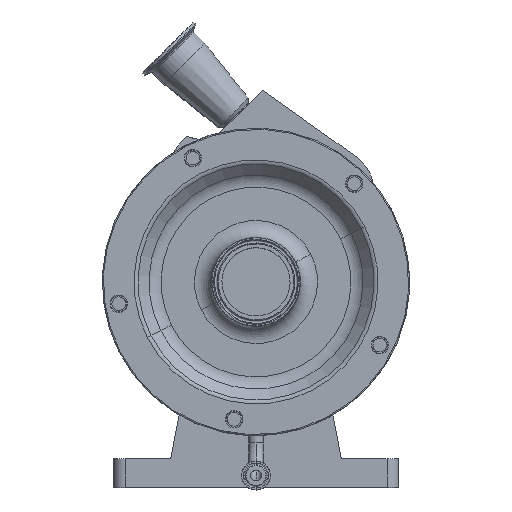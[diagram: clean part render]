
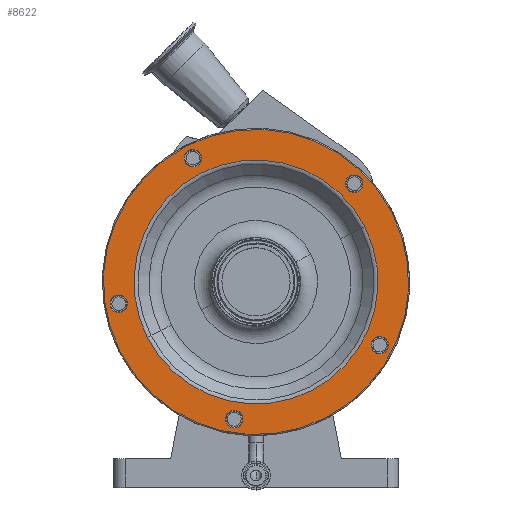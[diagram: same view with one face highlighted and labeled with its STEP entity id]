
A CAD part, top view. The second image highlights one B-rep face of the part: STEP entity #8622.
In plain terms, the highlighted planar face has unit normal (0, 0, 1).
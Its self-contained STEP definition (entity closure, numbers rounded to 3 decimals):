
#44 = EDGE_CURVE ( 'NONE', #2424, #3980, #2631, .T. ) ;
#128 = CARTESIAN_POINT ( 'NONE',  ( 0., 0., 209.5 ) ) ;
#274 = EDGE_CURVE ( 'NONE', #5847, #2687, #3375, .T. ) ;
#356 = FACE_BOUND ( 'NONE', #7961, .T. ) ;
#434 = VERTEX_POINT ( 'NONE', #3715 ) ;
#702 = EDGE_CURVE ( 'NONE', #434, #7597, #823, .T. ) ;
#808 = FACE_BOUND ( 'NONE', #3830, .T. ) ;
#823 = CIRCLE ( 'NONE', #5372, 7.644 ) ;
#1001 = AXIS2_PLACEMENT_3D ( 'NONE', #9760, #4571, #8042 ) ;
#1130 = ORIENTED_EDGE ( 'NONE', *, *, #4824, .T. ) ;
#1183 = CIRCLE ( 'NONE', #1001, 7.644 ) ;
#1502 = DIRECTION ( 'NONE',  ( 0., 0., -1. ) ) ;
#1711 = CARTESIAN_POINT ( 'NONE',  ( 86.267, 86.267, 209.5 ) ) ;
#1738 = ORIENTED_EDGE ( 'NONE', *, *, #8807, .T. ) ;
#1887 = EDGE_CURVE ( 'NONE', #3980, #2424, #7116, .T. ) ;
#1935 = ORIENTED_EDGE ( 'NONE', *, *, #10195, .T. ) ;
#1971 = ORIENTED_EDGE ( 'NONE', *, *, #44, .T. ) ;
#1972 = CARTESIAN_POINT ( 'NONE',  ( 101.892, -58.857, 209.5 ) ) ;
#2120 = CARTESIAN_POINT ( 'NONE',  ( 79.456, 82.797, 209.5 ) ) ;
#2134 = DIRECTION ( 'NONE',  ( -0.891, -0.454, 0. ) ) ;
#2424 = VERTEX_POINT ( 'NONE', #5142 ) ;
#2428 = AXIS2_PLACEMENT_3D ( 'NONE', #6325, #9623, #3545 ) ;
#2631 = CIRCLE ( 'NONE', #7890, 107.071 ) ;
#2634 = FACE_BOUND ( 'NONE', #9119, .T. ) ;
#2687 = VERTEX_POINT ( 'NONE', #3431 ) ;
#2688 = EDGE_LOOP ( 'NONE', ( #1935, #1130 ) ) ;
#2778 = EDGE_CURVE ( 'NONE', #5235, #3343, #5124, .T. ) ;
#2844 = CARTESIAN_POINT ( 'NONE',  ( -127.309, -22.555, 209.5 ) ) ;
#3137 = AXIS2_PLACEMENT_3D ( 'NONE', #128, #3598, #7052 ) ;
#3151 = AXIS2_PLACEMENT_3D ( 'NONE', #9187, #9073, #2134 ) ;
#3289 = CARTESIAN_POINT ( 'NONE',  ( 93.078, 89.737, 209.5 ) ) ;
#3343 = VERTEX_POINT ( 'NONE', #7155 ) ;
#3375 = CIRCLE ( 'NONE', #5909, 7.644 ) ;
#3390 = DIRECTION ( 'NONE',  ( -0.891, -0.454, 0. ) ) ;
#3431 = CARTESIAN_POINT ( 'NONE',  ( -12.274, -117.028, 209.5 ) ) ;
#3435 = CARTESIAN_POINT ( 'NONE',  ( -60.835, 119.395, 209.5 ) ) ;
#3481 = DIRECTION ( 'NONE',  ( -0.891, -0.454, 0. ) ) ;
#3511 = DIRECTION ( 'NONE',  ( 0., 0., -1. ) ) ;
#3519 = AXIS2_PLACEMENT_3D ( 'NONE', #1711, #8495, #5028 ) ;
#3532 = DIRECTION ( 'NONE',  ( -0.891, -0.454, 0. ) ) ;
#3545 = DIRECTION ( 'NONE',  ( -0.891, -0.454, 0. ) ) ;
#3590 = ORIENTED_EDGE ( 'NONE', *, *, #10307, .T. ) ;
#3598 = DIRECTION ( 'NONE',  ( 0., 0., -1. ) ) ;
#3692 = CIRCLE ( 'NONE', #2428, 7.644 ) ;
#3715 = CARTESIAN_POINT ( 'NONE',  ( 115.513, -51.917, 209.5 ) ) ;
#3830 = EDGE_LOOP ( 'NONE', ( #1971, #8212 ) ) ;
#3934 = CARTESIAN_POINT ( 'NONE',  ( 0., 0., 209.5 ) ) ;
#3980 = VERTEX_POINT ( 'NONE', #10589 ) ;
#4104 = DIRECTION ( 'NONE',  ( 0., 0., -1. ) ) ;
#4128 = DIRECTION ( 'NONE',  ( -0.891, -0.454, 0. ) ) ;
#4158 = DIRECTION ( 'NONE',  ( 0., 0., -1. ) ) ;
#4465 = CARTESIAN_POINT ( 'NONE',  ( -62.197, 105.233, 209.5 ) ) ;
#4495 = DIRECTION ( 'NONE',  ( -0.891, -0.454, 0. ) ) ;
#4532 = ORIENTED_EDGE ( 'NONE', *, *, #6872, .T. ) ;
#4571 = DIRECTION ( 'NONE',  ( 0., 0., -1. ) ) ;
#4631 = DIRECTION ( 'NONE',  ( 0., 0., -1. ) ) ;
#4767 = AXIS2_PLACEMENT_3D ( 'NONE', #3934, #4104, #7338 ) ;
#4824 = EDGE_CURVE ( 'NONE', #6889, #6978, #10040, .T. ) ;
#4964 = DIRECTION ( 'NONE',  ( 0., 0., -1. ) ) ;
#5028 = DIRECTION ( 'NONE',  ( -0.891, -0.454, 0. ) ) ;
#5124 = CIRCLE ( 'NONE', #3137, 134. ) ;
#5131 = DIRECTION ( 'NONE',  ( 0., 0., -1. ) ) ;
#5142 = CARTESIAN_POINT ( 'NONE',  ( -95.401, -48.609, 209.5 ) ) ;
#5159 = CIRCLE ( 'NONE', #6247, 7.644 ) ;
#5174 = CARTESIAN_POINT ( 'NONE',  ( -113.687, -15.615, 209.5 ) ) ;
#5235 = VERTEX_POINT ( 'NONE', #9827 ) ;
#5257 = CARTESIAN_POINT ( 'NONE',  ( -48.576, 112.173, 209.5 ) ) ;
#5333 = DIRECTION ( 'NONE',  ( -0.891, -0.454, 0. ) ) ;
#5357 = AXIS2_PLACEMENT_3D ( 'NONE', #6208, #4631, #7931 ) ;
#5372 = AXIS2_PLACEMENT_3D ( 'NONE', #11206, #4158, #3532 ) ;
#5417 = ORIENTED_EDGE ( 'NONE', *, *, #702, .T. ) ;
#5454 = CARTESIAN_POINT ( 'NONE',  ( -120.498, -19.085, 209.5 ) ) ;
#5545 = CIRCLE ( 'NONE', #5357, 7.644 ) ;
#5847 = VERTEX_POINT ( 'NONE', #7450 ) ;
#5851 = EDGE_LOOP ( 'NONE', ( #3590, #1738 ) ) ;
#5909 = AXIS2_PLACEMENT_3D ( 'NONE', #7006, #6893, #3481 ) ;
#6031 = EDGE_CURVE ( 'NONE', #10926, #10722, #5159, .T. ) ;
#6041 = FACE_OUTER_BOUND ( 'NONE', #6576, .T. ) ;
#6119 = ORIENTED_EDGE ( 'NONE', *, *, #9958, .T. ) ;
#6208 = CARTESIAN_POINT ( 'NONE',  ( -120.498, -19.085, 209.5 ) ) ;
#6215 = AXIS2_PLACEMENT_3D ( 'NONE', #7535, #1502, #4128 ) ;
#6233 = CIRCLE ( 'NONE', #3519, 7.644 ) ;
#6247 = AXIS2_PLACEMENT_3D ( 'NONE', #5454, #9609, #4495 ) ;
#6325 = CARTESIAN_POINT ( 'NONE',  ( 86.267, 86.267, 209.5 ) ) ;
#6348 = VERTEX_POINT ( 'NONE', #3289 ) ;
#6576 = EDGE_LOOP ( 'NONE', ( #10179, #9589 ) ) ;
#6614 = CARTESIAN_POINT ( 'NONE',  ( -55.387, 108.703, 209.5 ) ) ;
#6789 = PLANE ( 'NONE',  #8229 ) ;
#6872 = EDGE_CURVE ( 'NONE', #7597, #434, #1183, .T. ) ;
#6889 = VERTEX_POINT ( 'NONE', #4465 ) ;
#6893 = DIRECTION ( 'NONE',  ( 0., 0., -1. ) ) ;
#6948 = AXIS2_PLACEMENT_3D ( 'NONE', #7468, #8613, #3390 ) ;
#6978 = VERTEX_POINT ( 'NONE', #5257 ) ;
#7006 = CARTESIAN_POINT ( 'NONE',  ( -19.085, -120.498, 209.5 ) ) ;
#7052 = DIRECTION ( 'NONE',  ( -0.891, -0.454, 0. ) ) ;
#7116 = CIRCLE ( 'NONE', #4767, 107.071 ) ;
#7155 = CARTESIAN_POINT ( 'NONE',  ( 119.395, 60.835, 209.5 ) ) ;
#7338 = DIRECTION ( 'NONE',  ( -0.891, -0.454, 0. ) ) ;
#7450 = CARTESIAN_POINT ( 'NONE',  ( -25.896, -123.968, 209.5 ) ) ;
#7468 = CARTESIAN_POINT ( 'NONE',  ( -19.085, -120.498, 209.5 ) ) ;
#7535 = CARTESIAN_POINT ( 'NONE',  ( -55.387, 108.703, 209.5 ) ) ;
#7597 = VERTEX_POINT ( 'NONE', #1972 ) ;
#7890 = AXIS2_PLACEMENT_3D ( 'NONE', #8741, #3511, #5333 ) ;
#7931 = DIRECTION ( 'NONE',  ( -0.891, -0.454, 0. ) ) ;
#7961 = EDGE_LOOP ( 'NONE', ( #6119, #10451 ) ) ;
#8042 = DIRECTION ( 'NONE',  ( -0.891, -0.454, 0. ) ) ;
#8113 = EDGE_LOOP ( 'NONE', ( #5417, #4532 ) ) ;
#8159 = FACE_BOUND ( 'NONE', #8113, .T. ) ;
#8186 = ORIENTED_EDGE ( 'NONE', *, *, #6031, .T. ) ;
#8212 = ORIENTED_EDGE ( 'NONE', *, *, #1887, .T. ) ;
#8229 = AXIS2_PLACEMENT_3D ( 'NONE', #3435, #5131, #9454 ) ;
#8342 = VERTEX_POINT ( 'NONE', #2120 ) ;
#8426 = CIRCLE ( 'NONE', #10058, 7.644 ) ;
#8495 = DIRECTION ( 'NONE',  ( 0., 0., -1. ) ) ;
#8608 = FACE_BOUND ( 'NONE', #2688, .T. ) ;
#8613 = DIRECTION ( 'NONE',  ( 0., 0., -1. ) ) ;
#8622 = ADVANCED_FACE ( 'NONE', ( #10995, #8159, #356, #2634, #8608, #6041, #808 ), #6789, .F. ) ;
#8741 = CARTESIAN_POINT ( 'NONE',  ( 0., 0., 209.5 ) ) ;
#8807 = EDGE_CURVE ( 'NONE', #8342, #6348, #3692, .T. ) ;
#8811 = ORIENTED_EDGE ( 'NONE', *, *, #11211, .T. ) ;
#9073 = DIRECTION ( 'NONE',  ( 0., 0., -1. ) ) ;
#9119 = EDGE_LOOP ( 'NONE', ( #8811, #8186 ) ) ;
#9187 = CARTESIAN_POINT ( 'NONE',  ( 0., 0., 209.5 ) ) ;
#9454 = DIRECTION ( 'NONE',  ( -0.891, -0.454, 0. ) ) ;
#9589 = ORIENTED_EDGE ( 'NONE', *, *, #9919, .F. ) ;
#9609 = DIRECTION ( 'NONE',  ( 0., 0., -1. ) ) ;
#9623 = DIRECTION ( 'NONE',  ( 0., 0., -1. ) ) ;
#9760 = CARTESIAN_POINT ( 'NONE',  ( 108.703, -55.387, 209.5 ) ) ;
#9827 = CARTESIAN_POINT ( 'NONE',  ( -119.395, -60.835, 209.5 ) ) ;
#9919 = EDGE_CURVE ( 'NONE', #3343, #5235, #10758, .T. ) ;
#9958 = EDGE_CURVE ( 'NONE', #2687, #5847, #10579, .T. ) ;
#10040 = CIRCLE ( 'NONE', #6215, 7.644 ) ;
#10058 = AXIS2_PLACEMENT_3D ( 'NONE', #6614, #4964, #10087 ) ;
#10087 = DIRECTION ( 'NONE',  ( -0.891, -0.454, 0. ) ) ;
#10179 = ORIENTED_EDGE ( 'NONE', *, *, #2778, .F. ) ;
#10195 = EDGE_CURVE ( 'NONE', #6978, #6889, #8426, .T. ) ;
#10307 = EDGE_CURVE ( 'NONE', #6348, #8342, #6233, .T. ) ;
#10451 = ORIENTED_EDGE ( 'NONE', *, *, #274, .T. ) ;
#10579 = CIRCLE ( 'NONE', #6948, 7.644 ) ;
#10589 = CARTESIAN_POINT ( 'NONE',  ( 95.401, 48.609, 209.5 ) ) ;
#10722 = VERTEX_POINT ( 'NONE', #5174 ) ;
#10758 = CIRCLE ( 'NONE', #3151, 134. ) ;
#10926 = VERTEX_POINT ( 'NONE', #2844 ) ;
#10995 = FACE_BOUND ( 'NONE', #5851, .T. ) ;
#11206 = CARTESIAN_POINT ( 'NONE',  ( 108.703, -55.387, 209.5 ) ) ;
#11211 = EDGE_CURVE ( 'NONE', #10722, #10926, #5545, .T. ) ;
